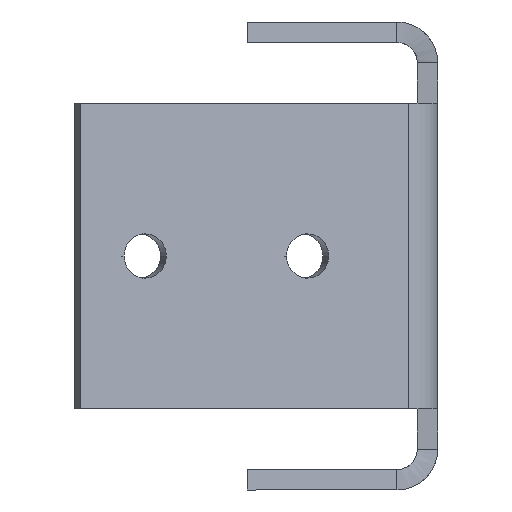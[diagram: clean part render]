
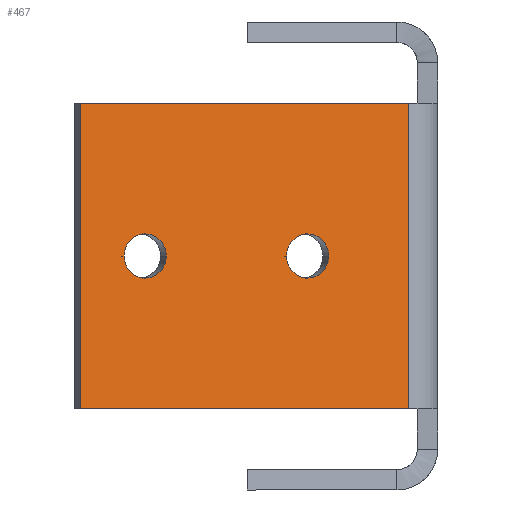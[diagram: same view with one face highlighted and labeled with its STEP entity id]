
A CAD part, left-side view. The second image highlights one B-rep face of the part: STEP entity #467.
In plain terms, the highlighted planar face has unit normal (-0.958, -0.286, 0).
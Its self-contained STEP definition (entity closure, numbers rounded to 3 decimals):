
#6 = CARTESIAN_POINT ( 'NONE',  ( -224.955, 40.002, 0. ) ) ;
#16 = LINE ( 'NONE', #1535, #943 ) ;
#29 = DIRECTION ( 'NONE',  ( 0.286, -0.958, 0. ) ) ;
#47 = EDGE_CURVE ( 'NONE', #1039, #1403, #1774, .T. ) ;
#70 = CARTESIAN_POINT ( 'NONE',  ( -228.75, 52.697, -22.5 ) ) ;
#246 = DIRECTION ( 'NONE',  ( -0.958, -0.286, 0. ) ) ;
#258 = DIRECTION ( 'NONE',  ( 0.286, -0.958, 0. ) ) ;
#300 = ORIENTED_EDGE ( 'NONE', *, *, #1869, .F. ) ;
#323 = EDGE_CURVE ( 'NONE', #757, #1186, #1793, .T. ) ;
#354 = ORIENTED_EDGE ( 'NONE', *, *, #395, .F. ) ;
#368 = CARTESIAN_POINT ( 'NONE',  ( -225.886, 43.116, 0. ) ) ;
#395 = EDGE_CURVE ( 'NONE', #521, #1695, #906, .T. ) ;
#399 = CARTESIAN_POINT ( 'NONE',  ( -214.28, 4.282, -22.5 ) ) ;
#416 = FACE_OUTER_BOUND ( 'NONE', #1547, .T. ) ;
#423 = AXIS2_PLACEMENT_3D ( 'NONE', #1159, #1319, #730 ) ;
#446 = VERTEX_POINT ( 'NONE', #399 ) ;
#467 = ADVANCED_FACE ( 'NONE', ( #1698, #1212, #416 ), #1294, .F. ) ;
#517 = DIRECTION ( 'NONE',  ( 0.286, -0.958, 0. ) ) ;
#521 = VERTEX_POINT ( 'NONE', #1055 ) ;
#537 = AXIS2_PLACEMENT_3D ( 'NONE', #1275, #246, #517 ) ;
#577 = ORIENTED_EDGE ( 'NONE', *, *, #323, .F. ) ;
#584 = ORIENTED_EDGE ( 'NONE', *, *, #1510, .T. ) ;
#667 = VERTEX_POINT ( 'NONE', #1682 ) ;
#694 = EDGE_CURVE ( 'NONE', #1403, #446, #16, .T. ) ;
#706 = DIRECTION ( 'NONE',  ( 0.286, -0.958, 0. ) ) ;
#720 = ORIENTED_EDGE ( 'NONE', *, *, #694, .F. ) ;
#730 = DIRECTION ( 'NONE',  ( -0.286, 0.958, 0. ) ) ;
#757 = VERTEX_POINT ( 'NONE', #1357 ) ;
#875 = DIRECTION ( 'NONE',  ( 0., 0., -1. ) ) ;
#906 = CIRCLE ( 'NONE', #1106, 3.25 ) ;
#943 = VECTOR ( 'NONE', #1527, 1000. ) ;
#965 = CARTESIAN_POINT ( 'NONE',  ( -218.727, 19.162, 0. ) ) ;
#976 = VECTOR ( 'NONE', #29, 1000. ) ;
#986 = CIRCLE ( 'NONE', #537, 3.25 ) ;
#1039 = VERTEX_POINT ( 'NONE', #1202 ) ;
#1043 = CARTESIAN_POINT ( 'NONE',  ( -228.75, 52.697, 22.5 ) ) ;
#1055 = CARTESIAN_POINT ( 'NONE',  ( -217.796, 16.049, 0. ) ) ;
#1075 = AXIS2_PLACEMENT_3D ( 'NONE', #368, #1555, #1859 ) ;
#1088 = VECTOR ( 'NONE', #875, 1000. ) ;
#1097 = EDGE_LOOP ( 'NONE', ( #354, #300 ) ) ;
#1106 = AXIS2_PLACEMENT_3D ( 'NONE', #965, #1134, #706 ) ;
#1134 = DIRECTION ( 'NONE',  ( -0.958, -0.286, 0. ) ) ;
#1151 = CARTESIAN_POINT ( 'NONE',  ( -228.75, 52.697, 22.5 ) ) ;
#1159 = CARTESIAN_POINT ( 'NONE',  ( -228.75, 52.697, 22.5 ) ) ;
#1186 = VERTEX_POINT ( 'NONE', #6 ) ;
#1196 = CARTESIAN_POINT ( 'NONE',  ( -219.658, 22.276, 0. ) ) ;
#1202 = CARTESIAN_POINT ( 'NONE',  ( -228.75, 52.697, 22.5 ) ) ;
#1212 = FACE_BOUND ( 'NONE', #1815, .T. ) ;
#1216 = EDGE_CURVE ( 'NONE', #667, #446, #1526, .T. ) ;
#1275 = CARTESIAN_POINT ( 'NONE',  ( -218.727, 19.162, 0. ) ) ;
#1286 = CARTESIAN_POINT ( 'NONE',  ( -214.28, 4.282, 22.5 ) ) ;
#1294 = PLANE ( 'NONE',  #423 ) ;
#1299 = EDGE_CURVE ( 'NONE', #1186, #757, #1436, .T. ) ;
#1319 = DIRECTION ( 'NONE',  ( 0.958, 0.286, 0. ) ) ;
#1356 = DIRECTION ( 'NONE',  ( 0.286, -0.958, 0. ) ) ;
#1357 = CARTESIAN_POINT ( 'NONE',  ( -226.817, 46.229, 0. ) ) ;
#1403 = VERTEX_POINT ( 'NONE', #1286 ) ;
#1423 = CARTESIAN_POINT ( 'NONE',  ( -225.886, 43.116, 0. ) ) ;
#1436 = CIRCLE ( 'NONE', #1075, 3.25 ) ;
#1463 = ORIENTED_EDGE ( 'NONE', *, *, #1299, .F. ) ;
#1510 = EDGE_CURVE ( 'NONE', #1039, #667, #1809, .T. ) ;
#1526 = LINE ( 'NONE', #70, #1646 ) ;
#1527 = DIRECTION ( 'NONE',  ( 0., 0., -1. ) ) ;
#1535 = CARTESIAN_POINT ( 'NONE',  ( -214.28, 4.282, 22.5 ) ) ;
#1539 = AXIS2_PLACEMENT_3D ( 'NONE', #1423, #1585, #258 ) ;
#1547 = EDGE_LOOP ( 'NONE', ( #1903, #720, #1653, #584 ) ) ;
#1555 = DIRECTION ( 'NONE',  ( -0.958, -0.286, 0. ) ) ;
#1585 = DIRECTION ( 'NONE',  ( -0.958, -0.286, 0. ) ) ;
#1646 = VECTOR ( 'NONE', #1356, 1000. ) ;
#1653 = ORIENTED_EDGE ( 'NONE', *, *, #47, .F. ) ;
#1682 = CARTESIAN_POINT ( 'NONE',  ( -228.75, 52.697, -22.5 ) ) ;
#1695 = VERTEX_POINT ( 'NONE', #1196 ) ;
#1698 = FACE_BOUND ( 'NONE', #1097, .T. ) ;
#1774 = LINE ( 'NONE', #1151, #976 ) ;
#1793 = CIRCLE ( 'NONE', #1539, 3.25 ) ;
#1809 = LINE ( 'NONE', #1043, #1088 ) ;
#1815 = EDGE_LOOP ( 'NONE', ( #1463, #577 ) ) ;
#1859 = DIRECTION ( 'NONE',  ( 0.286, -0.958, 0. ) ) ;
#1869 = EDGE_CURVE ( 'NONE', #1695, #521, #986, .T. ) ;
#1903 = ORIENTED_EDGE ( 'NONE', *, *, #1216, .T. ) ;
